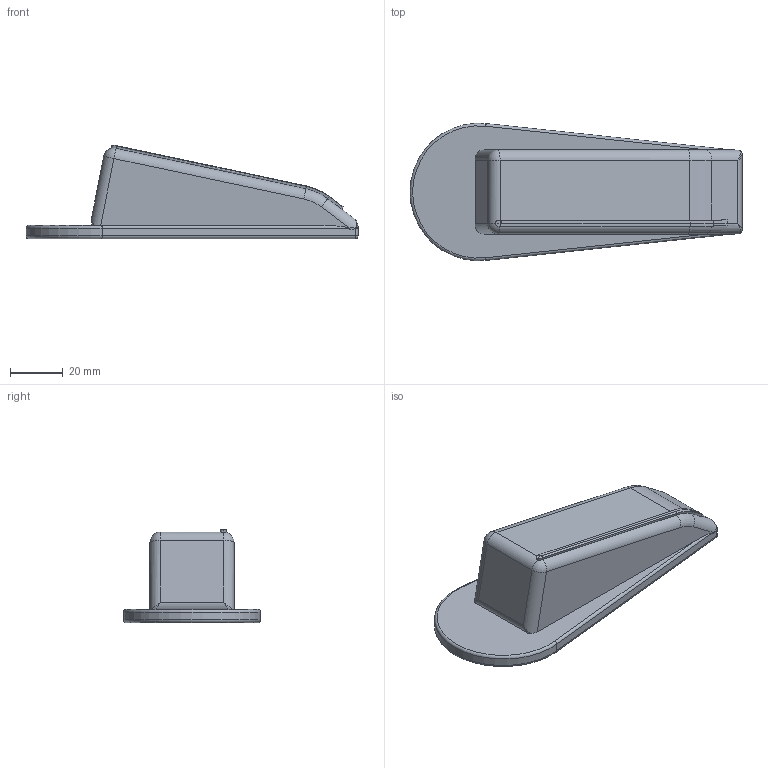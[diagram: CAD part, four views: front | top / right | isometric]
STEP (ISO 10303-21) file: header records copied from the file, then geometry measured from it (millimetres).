
FILE_DESCRIPTION(/* description */ (''),/* implementation_level */ '2;1');
FILE_NAME(/* name */ '41090fa1-4fa5-4a5d-8ccc-841eb0dd4d6b.stp',/* time_stamp */ '2024-07-11T14:22:14Z',/* author */ (''),/* organization */ (''),/* preprocessor_version */ 'ST-DEVELOPER v20',/* originating_system */ 'Autodesk Translation Framework v13.14.0.145',/* authorisation */ '');
FILE_SCHEMA (('AUTOMOTIVE_DESIGN { 1 0 10303 214 3 1 1 }'));
Length unit declared in the file: millimetre
Products named in the file (1): door stop
Bounding box: 126.15 x 52.18 x 35.43 mm (x, y, z)
Volume: 11259.2 mm3; surface area: 22719.5 mm2
Topology: 1 solids, 1 shells, 102 faces, 233 edges, 131 vertices
Faces by surface type: cylinder 37, plane 26, bspline 23, sphere 9, torus 7
Entity records: 3470 total; most frequent: CARTESIAN_POINT 1248, ORIENTED_EDGE 462, DIRECTION 446, EDGE_CURVE 231, AXIS2_PLACEMENT_3D 172, VERTEX_POINT 131, EDGE_LOOP 103, FACE_OUTER_BOUND 102
